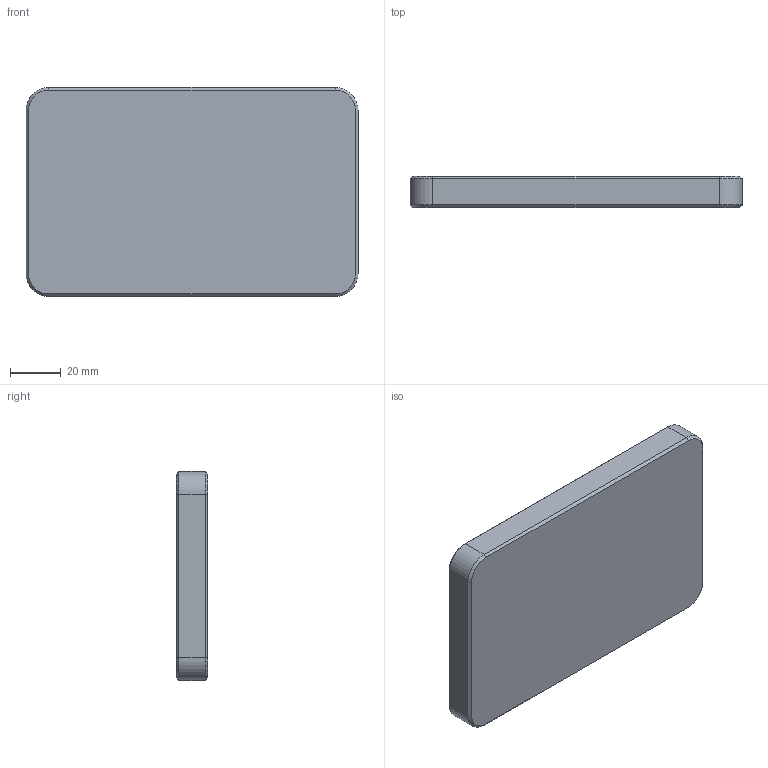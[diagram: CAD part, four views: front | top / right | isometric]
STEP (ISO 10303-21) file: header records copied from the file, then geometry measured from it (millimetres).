
FILE_DESCRIPTION (( 'STEP AP214' ), '1' );
FILE_NAME ('DisplayCover.STEP', '2025-07-03T22:42:17', ( '' ), ( '' ), 'SwSTEP 2.0', 'SolidWorks 2024', '' );
FILE_SCHEMA (( 'AUTOMOTIVE_DESIGN' ));
Length unit declared in the file: millimetre
Products named in the file (1): DisplayCover
Bounding box: 130.25 x 12.3 x 82 mm (x, y, z)
Volume: 20147 mm3; surface area: 30913.9 mm2
Topology: 1 solids, 1 shells, 60 faces, 136 edges, 80 vertices
Faces by surface type: plane 32, cone 16, cylinder 12
Entity records: 1667 total; most frequent: DIRECTION 298, CARTESIAN_POINT 277, ORIENTED_EDGE 272, EDGE_CURVE 136, AXIS2_PLACEMENT_3D 101, LINE 96, VECTOR 96, VERTEX_POINT 80
